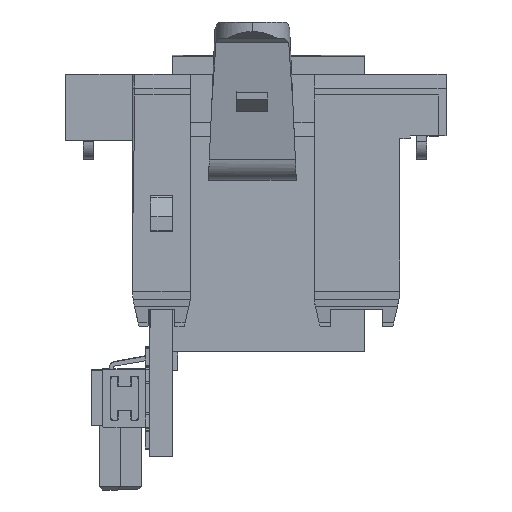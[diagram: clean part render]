
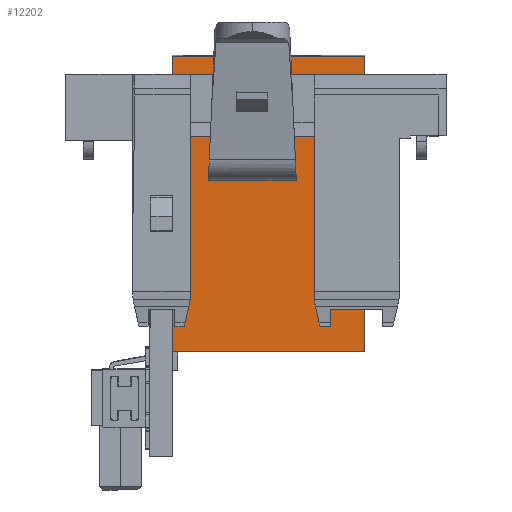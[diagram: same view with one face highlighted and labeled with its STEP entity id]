
A CAD part, front view. The second image highlights one B-rep face of the part: STEP entity #12202.
In plain terms, the highlighted planar face has unit normal (0, -1, -0.004).
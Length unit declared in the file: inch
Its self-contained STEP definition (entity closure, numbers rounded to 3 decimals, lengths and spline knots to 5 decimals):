
#665 = CARTESIAN_POINT ( 'NONE',  ( -0.19858, -0.31145, 0.06066 ) ) ;
#2860 = EDGE_CURVE ( 'NONE', #50702, #16864, #30889, .T. ) ;
#3099 = CARTESIAN_POINT ( 'NONE',  ( -0.2222, -0.30778, -0.77989 ) ) ;
#10087 = VECTOR ( 'NONE', #24175, 39.37008 ) ;
#10706 = ORIENTED_EDGE ( 'NONE', *, *, #2860, .F. ) ;
#11298 = LINE ( 'NONE', #43886, #12024 ) ;
#12024 = VECTOR ( 'NONE', #39480, 39.37008 ) ;
#12202 = ADVANCED_FACE ( 'NONE', ( #44562 ), #12952, .F. ) ;
#12952 = PLANE ( 'NONE',  #42703 ) ;
#16864 = VERTEX_POINT ( 'NONE', #3099 ) ;
#19317 = EDGE_CURVE ( 'NONE', #16864, #60766, #56370, .T. ) ;
#24175 = DIRECTION ( 'NONE',  ( -1., 0., 0. ) ) ;
#25104 = EDGE_CURVE ( 'NONE', #41298, #50702, #11298, .T. ) ;
#25464 = EDGE_LOOP ( 'NONE', ( #10706, #25893, #30948, #42166 ) ) ;
#25893 = ORIENTED_EDGE ( 'NONE', *, *, #25104, .F. ) ;
#26521 = DIRECTION ( 'NONE',  ( 0., 1., 0.004 ) ) ;
#28603 = LINE ( 'NONE', #665, #60647 ) ;
#29113 = CARTESIAN_POINT ( 'NONE',  ( -0.19858, -0.30778, -0.77989 ) ) ;
#30889 = LINE ( 'NONE', #29113, #10087 ) ;
#30948 = ORIENTED_EDGE ( 'NONE', *, *, #61867, .F. ) ;
#33976 = DIRECTION ( 'NONE',  ( 1., 0., 0. ) ) ;
#39480 = DIRECTION ( 'NONE',  ( 0., 0.004, -1. ) ) ;
#40215 = DIRECTION ( 'NONE',  ( 0., -0.004, 1. ) ) ;
#40658 = DIRECTION ( 'NONE',  ( 0., -0.004, 1. ) ) ;
#40714 = VECTOR ( 'NONE', #40215, 39.37008 ) ;
#41298 = VERTEX_POINT ( 'NONE', #50102 ) ;
#42166 = ORIENTED_EDGE ( 'NONE', *, *, #19317, .F. ) ;
#42703 = AXIS2_PLACEMENT_3D ( 'NONE', #50672, #26521, #40658 ) ;
#43566 = CARTESIAN_POINT ( 'NONE',  ( -0.2222, -0.31145, 0.06066 ) ) ;
#43886 = CARTESIAN_POINT ( 'NONE',  ( 0.3258, -0.31145, 0.06066 ) ) ;
#44562 = FACE_OUTER_BOUND ( 'NONE', #25464, .T. ) ;
#50102 = CARTESIAN_POINT ( 'NONE',  ( 0.3258, -0.31145, 0.06066 ) ) ;
#50672 = CARTESIAN_POINT ( 'NONE',  ( -0.19858, -0.31145, 0.06066 ) ) ;
#50702 = VERTEX_POINT ( 'NONE', #51884 ) ;
#51884 = CARTESIAN_POINT ( 'NONE',  ( 0.3258, -0.30778, -0.77989 ) ) ;
#53554 = CARTESIAN_POINT ( 'NONE',  ( -0.2222, -0.31145, 0.06066 ) ) ;
#56370 = LINE ( 'NONE', #53554, #40714 ) ;
#60647 = VECTOR ( 'NONE', #33976, 39.37008 ) ;
#60766 = VERTEX_POINT ( 'NONE', #43566 ) ;
#61867 = EDGE_CURVE ( 'NONE', #60766, #41298, #28603, .T. ) ;
